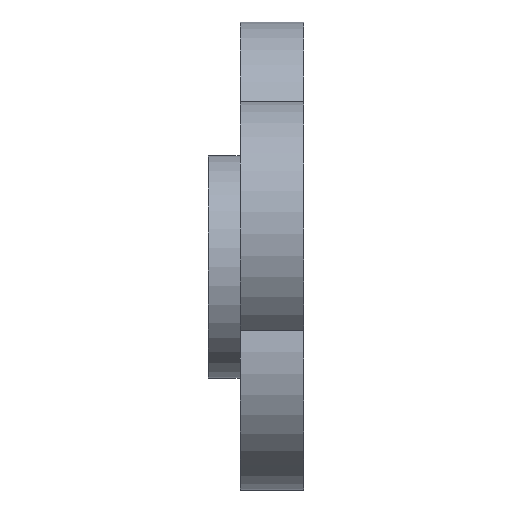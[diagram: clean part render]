
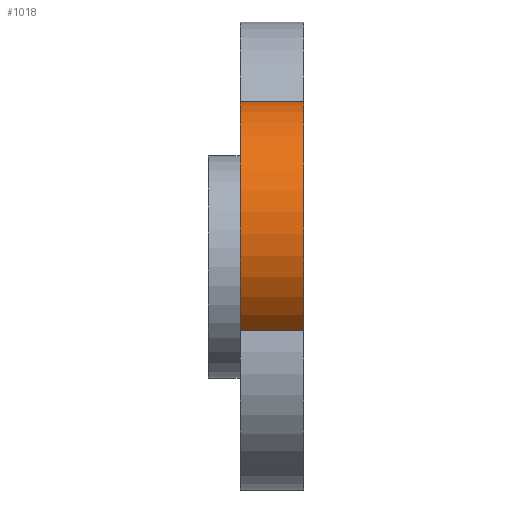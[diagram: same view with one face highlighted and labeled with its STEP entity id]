
A CAD part, left-side view. The second image highlights one B-rep face of the part: STEP entity #1018.
In plain terms, the highlighted cylindrical face has radius 20.583 mm (diameter 41.165 mm), a partial arc.
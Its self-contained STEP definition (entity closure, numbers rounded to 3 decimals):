
#9 = DIRECTION ( 'NONE',  ( 0., 1., 0. ) ) ;
#14 = ORIENTED_EDGE ( 'NONE', *, *, #1043, .F. ) ;
#23 = VERTEX_POINT ( 'NONE', #941 ) ;
#45 = CARTESIAN_POINT ( 'NONE',  ( -30.607, 9.945, 0. ) ) ;
#50 = FACE_OUTER_BOUND ( 'NONE', #1743, .T. ) ;
#95 = DIRECTION ( 'NONE',  ( 0., 0., 1. ) ) ;
#127 = DIRECTION ( 'NONE',  ( 0., 0., 1. ) ) ;
#186 = VERTEX_POINT ( 'NONE', #1345 ) ;
#328 = VERTEX_POINT ( 'NONE', #900 ) ;
#395 = CARTESIAN_POINT ( 'NONE',  ( -30.607, 9.945, 0. ) ) ;
#472 = CARTESIAN_POINT ( 'NONE',  ( -17.045, -5.538, 10. ) ) ;
#500 = DIRECTION ( 'NONE',  ( 0., 0., -1. ) ) ;
#647 = EDGE_CURVE ( 'NONE', #23, #186, #730, .T. ) ;
#670 = CYLINDRICAL_SURFACE ( 'NONE', #1110, 20.583 ) ;
#730 = LINE ( 'NONE', #751, #1673 ) ;
#751 = CARTESIAN_POINT ( 'NONE',  ( -18.916, -26.036, 0. ) ) ;
#758 = DIRECTION ( 'NONE',  ( 0., 0., -1. ) ) ;
#835 = CARTESIAN_POINT ( 'NONE',  ( -17.045, -5.538, 0. ) ) ;
#845 = AXIS2_PLACEMENT_3D ( 'NONE', #472, #758, #9 ) ;
#900 = CARTESIAN_POINT ( 'NONE',  ( -30.607, 9.945, 10. ) ) ;
#941 = CARTESIAN_POINT ( 'NONE',  ( -18.916, -26.036, 0. ) ) ;
#981 = AXIS2_PLACEMENT_3D ( 'NONE', #1946, #500, #992 ) ;
#992 = DIRECTION ( 'NONE',  ( 0., 1., 0. ) ) ;
#1018 = ADVANCED_FACE ( 'NONE', ( #50 ), #670, .T. ) ;
#1043 = EDGE_CURVE ( 'NONE', #1381, #328, #1349, .T. ) ;
#1110 = AXIS2_PLACEMENT_3D ( 'NONE', #835, #127, #1340 ) ;
#1195 = EDGE_CURVE ( 'NONE', #186, #328, #1744, .T. ) ;
#1310 = ORIENTED_EDGE ( 'NONE', *, *, #1195, .T. ) ;
#1340 = DIRECTION ( 'NONE',  ( 0., -1., 0. ) ) ;
#1345 = CARTESIAN_POINT ( 'NONE',  ( -18.916, -26.036, 10. ) ) ;
#1349 = LINE ( 'NONE', #395, #1847 ) ;
#1381 = VERTEX_POINT ( 'NONE', #45 ) ;
#1387 = EDGE_CURVE ( 'NONE', #23, #1381, #1417, .T. ) ;
#1417 = CIRCLE ( 'NONE', #981, 20.583 ) ;
#1673 = VECTOR ( 'NONE', #1839, 1000. ) ;
#1743 = EDGE_LOOP ( 'NONE', ( #1310, #14, #1838, #1875 ) ) ;
#1744 = CIRCLE ( 'NONE', #845, 20.583 ) ;
#1838 = ORIENTED_EDGE ( 'NONE', *, *, #1387, .F. ) ;
#1839 = DIRECTION ( 'NONE',  ( 0., 0., 1. ) ) ;
#1847 = VECTOR ( 'NONE', #95, 1000. ) ;
#1875 = ORIENTED_EDGE ( 'NONE', *, *, #647, .T. ) ;
#1946 = CARTESIAN_POINT ( 'NONE',  ( -17.045, -5.538, 0. ) ) ;
